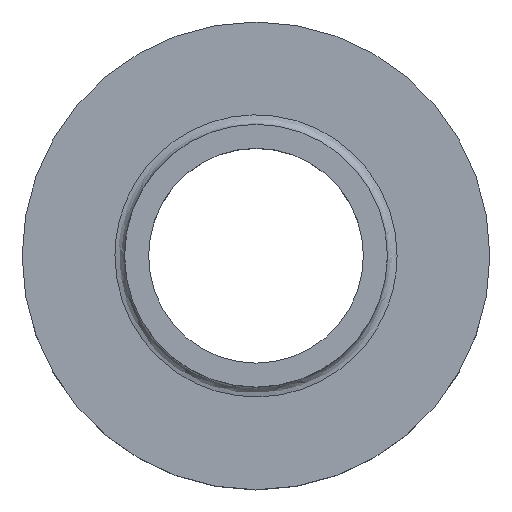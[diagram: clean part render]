
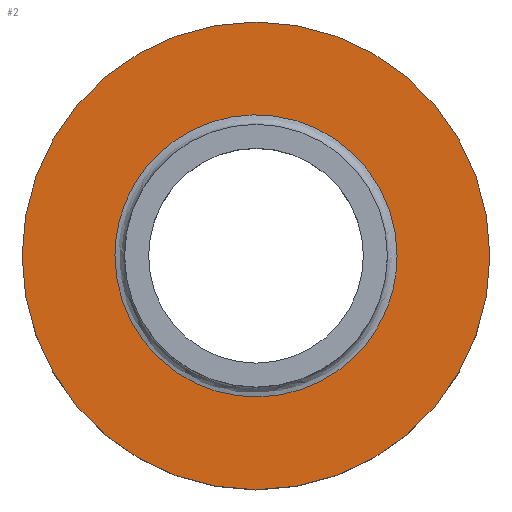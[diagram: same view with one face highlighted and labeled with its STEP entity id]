
A CAD part, top view. The second image highlights one B-rep face of the part: STEP entity #2.
In plain terms, the highlighted planar face has unit normal (0, 0, 1).
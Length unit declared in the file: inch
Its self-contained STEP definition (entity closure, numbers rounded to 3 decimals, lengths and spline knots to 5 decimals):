
#2 = ADVANCED_FACE ( 'NONE', ( #32, #17 ), #13, .F. ) ;
#5 = VERTEX_POINT ( 'NONE', #169 ) ;
#13 = PLANE ( 'NONE',  #98 ) ;
#17 = FACE_BOUND ( 'NONE', #334, .T. ) ;
#24 = VERTEX_POINT ( 'NONE', #202 ) ;
#30 = VERTEX_POINT ( 'NONE', #186 ) ;
#32 = FACE_OUTER_BOUND ( 'NONE', #139, .T. ) ;
#33 = CARTESIAN_POINT ( 'NONE',  ( 1.9, 0., -1.25 ) ) ;
#39 =( BOUNDED_CURVE ( )  B_SPLINE_CURVE ( 3, ( #33, #214, #216, #194 ),
 .UNSPECIFIED., .F., .T. ) 
 B_SPLINE_CURVE_WITH_KNOTS ( ( 4, 4 ),
 ( 0., 1. ),
 .UNSPECIFIED. ) 
 CURVE ( )  GEOMETRIC_REPRESENTATION_ITEM ( )  RATIONAL_B_SPLINE_CURVE ( ( 1., 0.333, 0.333, 1. ) ) 
 REPRESENTATION_ITEM ( '' )  );
#68 = CIRCLE ( 'NONE', #160, 3.15 ) ;
#85 = CARTESIAN_POINT ( 'NONE',  ( -1.9, -3.8, -1.25 ) ) ;
#98 = AXIS2_PLACEMENT_3D ( 'NONE', #294, #108, #278 ) ;
#108 = DIRECTION ( 'NONE',  ( 0., 0., -1. ) ) ;
#134 = CARTESIAN_POINT ( 'NONE',  ( 1.9, 0., -1.25 ) ) ;
#139 = EDGE_LOOP ( 'NONE', ( #300 ) ) ;
#160 = AXIS2_PLACEMENT_3D ( 'NONE', #195, #363, #319 ) ;
#168 = CARTESIAN_POINT ( 'NONE',  ( -1.9, 0., -1.25 ) ) ;
#169 = CARTESIAN_POINT ( 'NONE',  ( 1.9, 0., -1.25 ) ) ;
#184 = EDGE_CURVE ( 'NONE', #30, #5, #249, .T. ) ;
#186 = CARTESIAN_POINT ( 'NONE',  ( -1.9, 0., -1.25 ) ) ;
#194 = CARTESIAN_POINT ( 'NONE',  ( -1.9, 0., -1.25 ) ) ;
#195 = CARTESIAN_POINT ( 'NONE',  ( 0., 0., -1.25 ) ) ;
#202 = CARTESIAN_POINT ( 'NONE',  ( 3.15, 0., -1.25 ) ) ;
#214 = CARTESIAN_POINT ( 'NONE',  ( 1.9, 3.8, -1.25 ) ) ;
#216 = CARTESIAN_POINT ( 'NONE',  ( -1.9, 3.8, -1.25 ) ) ;
#249 =( BOUNDED_CURVE ( )  B_SPLINE_CURVE ( 3, ( #168, #85, #315, #134 ),
 .UNSPECIFIED., .F., .T. ) 
 B_SPLINE_CURVE_WITH_KNOTS ( ( 4, 4 ),
 ( 0., 1. ),
 .UNSPECIFIED. ) 
 CURVE ( )  GEOMETRIC_REPRESENTATION_ITEM ( )  RATIONAL_B_SPLINE_CURVE ( ( 1., 0.333, 0.333, 1. ) ) 
 REPRESENTATION_ITEM ( '' )  );
#265 = EDGE_CURVE ( 'NONE', #24, #24, #68, .T. ) ;
#268 = EDGE_CURVE ( 'NONE', #5, #30, #39, .T. ) ;
#278 = DIRECTION ( 'NONE',  ( -1., 0., 0. ) ) ;
#294 = CARTESIAN_POINT ( 'NONE',  ( 0., 1.9, -1.25 ) ) ;
#295 = ORIENTED_EDGE ( 'NONE', *, *, #268, .F. ) ;
#300 = ORIENTED_EDGE ( 'NONE', *, *, #265, .F. ) ;
#315 = CARTESIAN_POINT ( 'NONE',  ( 1.9, -3.8, -1.25 ) ) ;
#319 = DIRECTION ( 'NONE',  ( 1., 0., 0. ) ) ;
#334 = EDGE_LOOP ( 'NONE', ( #364, #295 ) ) ;
#363 = DIRECTION ( 'NONE',  ( 0., 0., -1. ) ) ;
#364 = ORIENTED_EDGE ( 'NONE', *, *, #184, .F. ) ;
